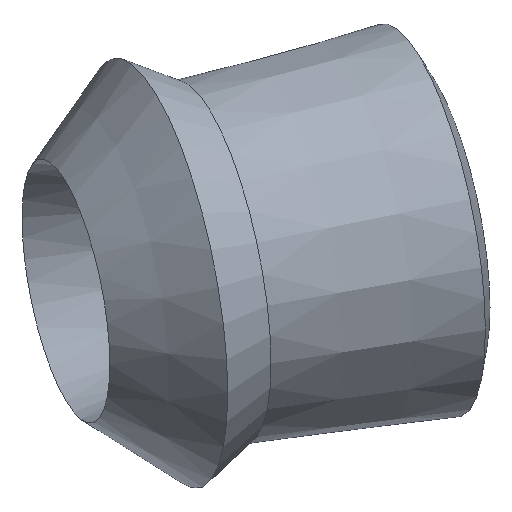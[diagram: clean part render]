
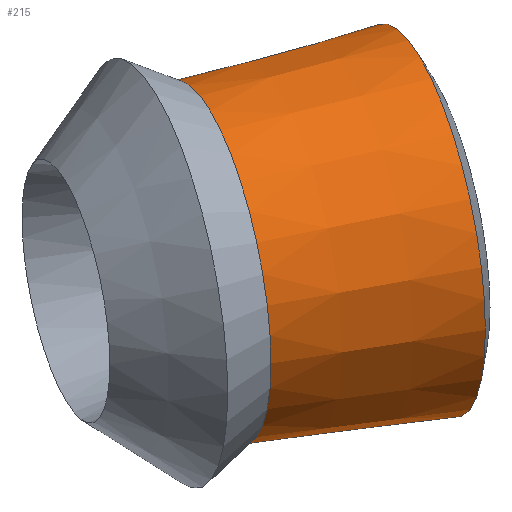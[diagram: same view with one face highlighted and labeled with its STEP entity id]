
A CAD part, isometric view. The second image highlights one B-rep face of the part: STEP entity #215.
In plain terms, the highlighted conical face has half-angle 3.92 degrees and reference radius 36.116 mm.
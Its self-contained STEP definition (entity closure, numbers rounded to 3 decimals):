
#148 = CONICAL_SURFACE('',#149,29.822,1.118);
#149 = AXIS2_PLACEMENT_3D('',#150,#151,#152);
#150 = CARTESIAN_POINT('',(65.671,-11.816,0.));
#151 = DIRECTION('',(-0.899,0.438,-0.));
#152 = DIRECTION('',(0.438,0.899,0.));
#166 = VERTEX_POINT('',#167);
#167 = CARTESIAN_POINT('',(78.718,22.,0.));
#188 = EDGE_CURVE('',#166,#166,#189,.T.);
#189 = SURFACE_CURVE('',#190,(#195,#202),.PCURVE_S1.);
#190 = CIRCLE('',#191,36.116);
#191 = AXIS2_PLACEMENT_3D('',#192,#193,#194);
#192 = CARTESIAN_POINT('',(62.917,-10.477,0.));
#193 = DIRECTION('',(-0.899,0.438,0.));
#194 = DIRECTION('',(0.438,0.899,0.));
#195 = PCURVE('',#148,#196);
#196 = DEFINITIONAL_REPRESENTATION('',(#197),#201);
#197 = LINE('',#198,#199);
#198 = CARTESIAN_POINT('',(0.,3.062));
#199 = VECTOR('',#200,1.);
#200 = DIRECTION('',(1.,0.));
#201 = ( GEOMETRIC_REPRESENTATION_CONTEXT(2) 
PARAMETRIC_REPRESENTATION_CONTEXT() REPRESENTATION_CONTEXT('2D SPACE',''
  ) );
#202 = PCURVE('',#203,#208);
#203 = CONICAL_SURFACE('',#204,36.116,0.068);
#204 = AXIS2_PLACEMENT_3D('',#205,#206,#207);
#205 = CARTESIAN_POINT('',(62.917,-10.477,0.));
#206 = DIRECTION('',(0.899,-0.438,0.));
#207 = DIRECTION('',(0.438,0.899,0.));
#208 = DEFINITIONAL_REPRESENTATION('',(#209),#213);
#209 = LINE('',#210,#211);
#210 = CARTESIAN_POINT('',(0.,0.));
#211 = VECTOR('',#212,1.);
#212 = DIRECTION('',(-1.,-0.));
#213 = ( GEOMETRIC_REPRESENTATION_CONTEXT(2) 
PARAMETRIC_REPRESENTATION_CONTEXT() REPRESENTATION_CONTEXT('2D SPACE',''
  ) );
#215 = ADVANCED_FACE('',(#216),#203,.T.);
#216 = FACE_BOUND('',#217,.T.);
#217 = EDGE_LOOP('',(#218,#219,#242,#269));
#218 = ORIENTED_EDGE('',*,*,#188,.T.);
#219 = ORIENTED_EDGE('',*,*,#220,.T.);
#220 = EDGE_CURVE('',#166,#221,#223,.T.);
#221 = VERTEX_POINT('',#222);
#222 = CARTESIAN_POINT('',(41.637,37.,0.));
#223 = SEAM_CURVE('',#224,(#228,#235),.PCURVE_S1.);
#224 = LINE('',#225,#226);
#225 = CARTESIAN_POINT('',(78.718,22.,0.));
#226 = VECTOR('',#227,1.);
#227 = DIRECTION('',(-0.927,0.375,0.));
#228 = PCURVE('',#203,#229);
#229 = DEFINITIONAL_REPRESENTATION('',(#230),#234);
#230 = LINE('',#231,#232);
#231 = CARTESIAN_POINT('',(-0.,-0.));
#232 = VECTOR('',#233,1.);
#233 = DIRECTION('',(-0.,-1.));
#234 = ( GEOMETRIC_REPRESENTATION_CONTEXT(2) 
PARAMETRIC_REPRESENTATION_CONTEXT() REPRESENTATION_CONTEXT('2D SPACE',''
  ) );
#235 = PCURVE('',#203,#236);
#236 = DEFINITIONAL_REPRESENTATION('',(#237),#241);
#237 = LINE('',#238,#239);
#238 = CARTESIAN_POINT('',(-6.283,-0.));
#239 = VECTOR('',#240,1.);
#240 = DIRECTION('',(-0.,-1.));
#241 = ( GEOMETRIC_REPRESENTATION_CONTEXT(2) 
PARAMETRIC_REPRESENTATION_CONTEXT() REPRESENTATION_CONTEXT('2D SPACE',''
  ) );
#242 = ORIENTED_EDGE('',*,*,#243,.F.);
#243 = EDGE_CURVE('',#221,#221,#244,.T.);
#244 = SURFACE_CURVE('',#245,(#250,#257),.PCURVE_S1.);
#245 = CIRCLE('',#246,33.382);
#246 = AXIS2_PLACEMENT_3D('',#247,#248,#249);
#247 = CARTESIAN_POINT('',(27.032,6.983,0.));
#248 = DIRECTION('',(-0.899,0.438,0.));
#249 = DIRECTION('',(0.438,0.899,0.));
#250 = PCURVE('',#203,#251);
#251 = DEFINITIONAL_REPRESENTATION('',(#252),#256);
#252 = LINE('',#253,#254);
#253 = CARTESIAN_POINT('',(-0.,-39.906));
#254 = VECTOR('',#255,1.);
#255 = DIRECTION('',(-1.,-0.));
#256 = ( GEOMETRIC_REPRESENTATION_CONTEXT(2) 
PARAMETRIC_REPRESENTATION_CONTEXT() REPRESENTATION_CONTEXT('2D SPACE',''
  ) );
#257 = PCURVE('',#258,#263);
#258 = CONICAL_SURFACE('',#259,33.382,0.532);
#259 = AXIS2_PLACEMENT_3D('',#260,#261,#262);
#260 = CARTESIAN_POINT('',(27.032,6.983,0.));
#261 = DIRECTION('',(-0.899,0.438,-0.));
#262 = DIRECTION('',(0.438,0.899,0.));
#263 = DEFINITIONAL_REPRESENTATION('',(#264),#268);
#264 = LINE('',#265,#266);
#265 = CARTESIAN_POINT('',(0.,0.));
#266 = VECTOR('',#267,1.);
#267 = DIRECTION('',(1.,0.));
#268 = ( GEOMETRIC_REPRESENTATION_CONTEXT(2) 
PARAMETRIC_REPRESENTATION_CONTEXT() REPRESENTATION_CONTEXT('2D SPACE',''
  ) );
#269 = ORIENTED_EDGE('',*,*,#220,.F.);
